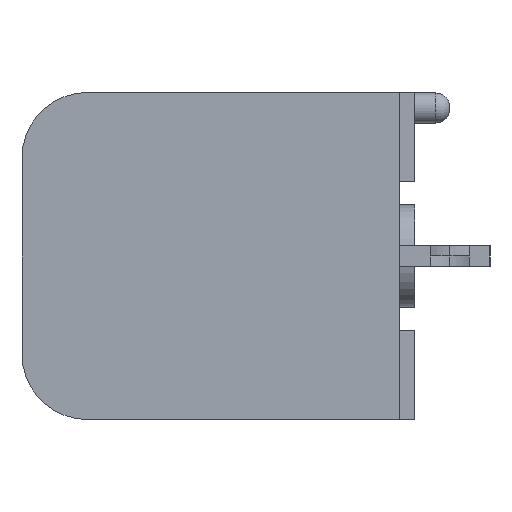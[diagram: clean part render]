
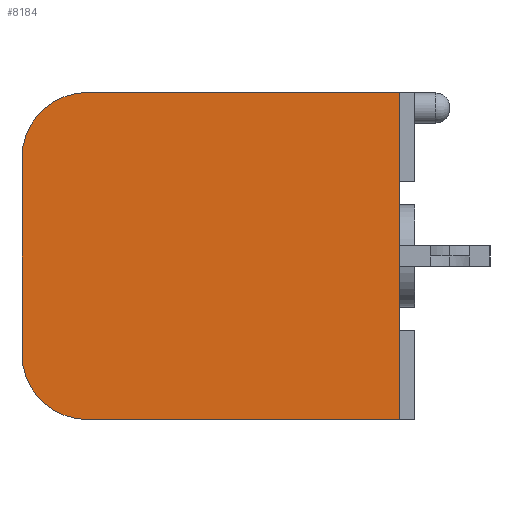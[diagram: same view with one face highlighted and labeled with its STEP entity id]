
A CAD part, left-side view. The second image highlights one B-rep face of the part: STEP entity #8184.
In plain terms, the highlighted planar face has unit normal (-1, 0, 0).
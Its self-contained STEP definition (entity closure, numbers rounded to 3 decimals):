
#81 = DIRECTION ( 'NONE',  ( 0., 0., -1. ) ) ;
#204 = LINE ( 'NONE', #910, #3738 ) ;
#224 = DIRECTION ( 'NONE',  ( 0., 0., 1. ) ) ;
#300 = EDGE_CURVE ( 'NONE', #6685, #7224, #729, .T. ) ;
#724 = PLANE ( 'NONE',  #8680 ) ;
#729 = LINE ( 'NONE', #7161, #4237 ) ;
#750 = CARTESIAN_POINT ( 'NONE',  ( -29.46, 19.81, 4.955 ) ) ;
#852 = ORIENTED_EDGE ( 'NONE', *, *, #952, .F. ) ;
#910 = CARTESIAN_POINT ( 'NONE',  ( -29.46, 0.76, 0. ) ) ;
#952 = EDGE_CURVE ( 'NONE', #8190, #2164, #8845, .T. ) ;
#1175 = ORIENTED_EDGE ( 'NONE', *, *, #1954, .T. ) ;
#1631 = CIRCLE ( 'NONE', #9063, 3.3 ) ;
#1954 = EDGE_CURVE ( 'NONE', #6685, #7723, #2210, .T. ) ;
#2043 = ORIENTED_EDGE ( 'NONE', *, *, #300, .F. ) ;
#2164 = VERTEX_POINT ( 'NONE', #4320 ) ;
#2210 = CIRCLE ( 'NONE', #5923, 3.3 ) ;
#2283 = LINE ( 'NONE', #3717, #2718 ) ;
#2299 = DIRECTION ( 'NONE',  ( 0., 0., -1. ) ) ;
#2359 = CARTESIAN_POINT ( 'NONE',  ( -29.46, 3.36, 8.255 ) ) ;
#2718 = VECTOR ( 'NONE', #7908, 1000. ) ;
#2724 = DIRECTION ( 'NONE',  ( 0., 0., -1. ) ) ;
#3049 = ORIENTED_EDGE ( 'NONE', *, *, #3478, .T. ) ;
#3438 = EDGE_CURVE ( 'NONE', #7897, #2164, #204, .T. ) ;
#3478 = EDGE_CURVE ( 'NONE', #8190, #7224, #1631, .T. ) ;
#3643 = DIRECTION ( 'NONE',  ( 0., 0., 1. ) ) ;
#3717 = CARTESIAN_POINT ( 'NONE',  ( -29.46, 3.36, -8.255 ) ) ;
#3738 = VECTOR ( 'NONE', #224, 1000. ) ;
#3974 = CARTESIAN_POINT ( 'NONE',  ( -29.46, 0.76, -8.255 ) ) ;
#4025 = FACE_OUTER_BOUND ( 'NONE', #9083, .T. ) ;
#4237 = VECTOR ( 'NONE', #3643, 1000. ) ;
#4294 = CARTESIAN_POINT ( 'NONE',  ( -29.46, 19.81, -4.955 ) ) ;
#4320 = CARTESIAN_POINT ( 'NONE',  ( -29.46, 0.76, 8.255 ) ) ;
#4392 = CARTESIAN_POINT ( 'NONE',  ( -29.46, 16.51, 4.955 ) ) ;
#5106 = EDGE_CURVE ( 'NONE', #7723, #7897, #2283, .T. ) ;
#5240 = ORIENTED_EDGE ( 'NONE', *, *, #3438, .T. ) ;
#5725 = DIRECTION ( 'NONE',  ( 1., 0., 0. ) ) ;
#5768 = DIRECTION ( 'NONE',  ( 0., -1., 0. ) ) ;
#5923 = AXIS2_PLACEMENT_3D ( 'NONE', #6239, #6931, #2724 ) ;
#6239 = CARTESIAN_POINT ( 'NONE',  ( -29.46, 16.51, -4.955 ) ) ;
#6352 = CARTESIAN_POINT ( 'NONE',  ( -29.46, 16.51, 8.255 ) ) ;
#6409 = CARTESIAN_POINT ( 'NONE',  ( -29.46, 3.36, 0. ) ) ;
#6685 = VERTEX_POINT ( 'NONE', #4294 ) ;
#6931 = DIRECTION ( 'NONE',  ( -1., 0., 0. ) ) ;
#7161 = CARTESIAN_POINT ( 'NONE',  ( -29.46, 19.81, 0. ) ) ;
#7224 = VERTEX_POINT ( 'NONE', #750 ) ;
#7418 = VECTOR ( 'NONE', #5768, 1000. ) ;
#7723 = VERTEX_POINT ( 'NONE', #8058 ) ;
#7897 = VERTEX_POINT ( 'NONE', #3974 ) ;
#7908 = DIRECTION ( 'NONE',  ( 0., -1., 0. ) ) ;
#8058 = CARTESIAN_POINT ( 'NONE',  ( -29.46, 16.51, -8.255 ) ) ;
#8184 = ADVANCED_FACE ( 'NONE', ( #4025 ), #724, .F. ) ;
#8190 = VERTEX_POINT ( 'NONE', #6352 ) ;
#8265 = ORIENTED_EDGE ( 'NONE', *, *, #5106, .T. ) ;
#8602 = DIRECTION ( 'NONE',  ( -1., 0., 0. ) ) ;
#8680 = AXIS2_PLACEMENT_3D ( 'NONE', #6409, #5725, #81 ) ;
#8845 = LINE ( 'NONE', #2359, #7418 ) ;
#9063 = AXIS2_PLACEMENT_3D ( 'NONE', #4392, #8602, #2299 ) ;
#9083 = EDGE_LOOP ( 'NONE', ( #2043, #1175, #8265, #5240, #852, #3049 ) ) ;
